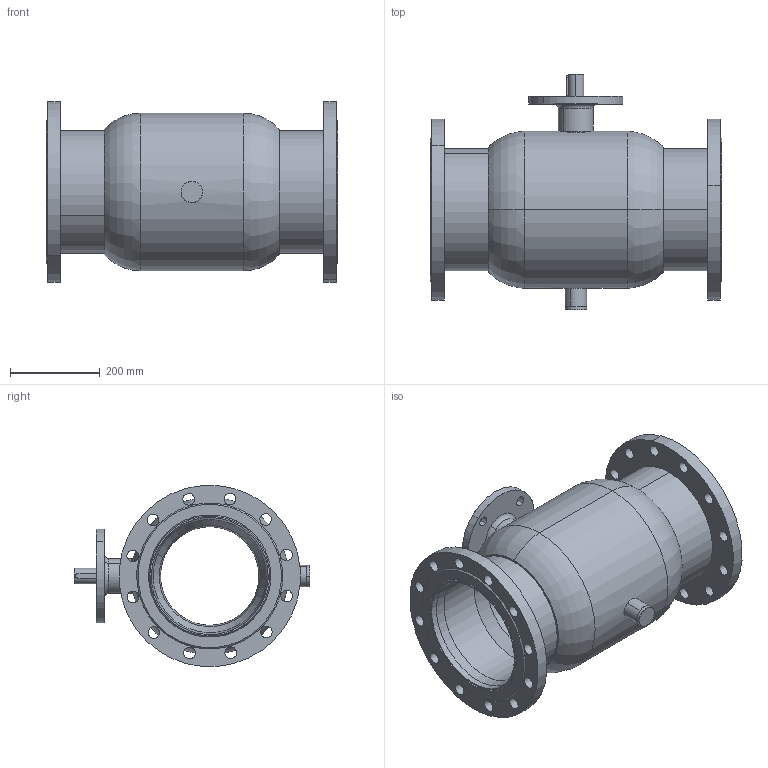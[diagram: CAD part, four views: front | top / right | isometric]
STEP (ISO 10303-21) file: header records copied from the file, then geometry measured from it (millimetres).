
FILE_DESCRIPTION (( 'STEP AP214' ), '1' );
FILE_NAME ('DN250法兰球阀PN16.STEP', '2023-10-09T01:48:02', ( '' ), ( '' ), 'SwSTEP 2.0', 'SolidWorks 2019', '' );
FILE_SCHEMA (( 'AUTOMOTIVE_DESIGN' ));
Length unit declared in the file: millimetre
Products named in the file (9): Q61F-250-19苤粣杶; Q61F-250-5粣杶; Q61F-250-22狟揤裔; 200-300瑩; Q61F-250-4傻諉; Q61F-250-3概裝; 250楊擘1.6; Q61F-250-1概极樓馱; DN250楊擘⑩概PN16
Assembly tree (10 placements, depth 2):
  DN250楊擘⑩概PN16
    Q61F-250-1概极樓馱
    Q61F-250-5粣杶
    Q61F-250-3概裝
    Q61F-250-19苤粣杶
    Q61F-250-22狟揤裔
    Q61F-250-4傻諉  x2
    200-300瑩
    250楊擘1.6  x2
Bounding box: 650 x 526.22 x 403.65 mm (x, y, z)
Volume: 11905395.6 mm3; surface area: 2152150 mm2
Topology: 10 solids, 10 shells, 297 faces, 665 edges, 416 vertices
Faces by surface type: cylinder 165, plane 62, cone 40, torus 30
Entity records: 7832 total; most frequent: CARTESIAN_POINT 1652, DIRECTION 1285, ORIENTED_EDGE 1018, AXIS2_PLACEMENT_3D 547, EDGE_CURVE 509, VERTEX_POINT 320, EDGE_LOOP 303, CIRCLE 303
